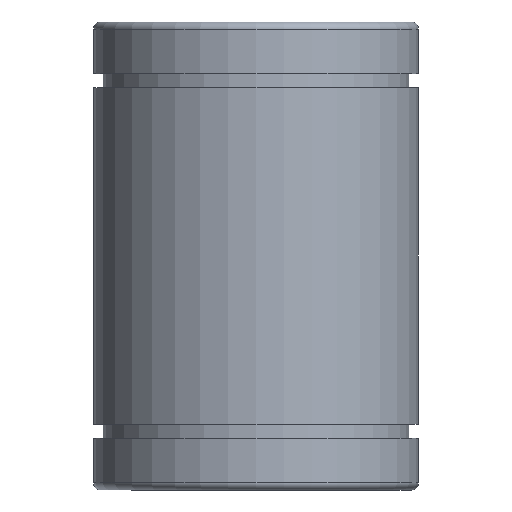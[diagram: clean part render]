
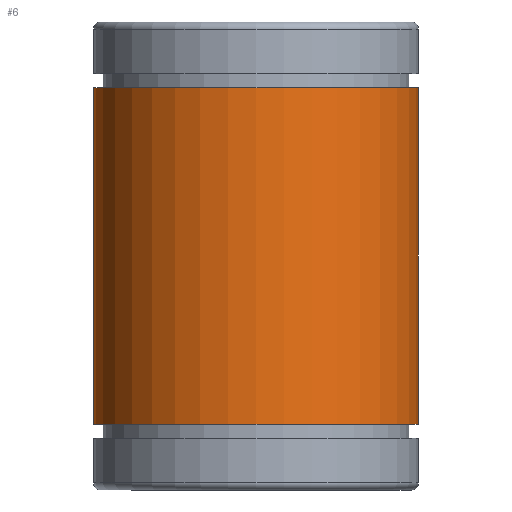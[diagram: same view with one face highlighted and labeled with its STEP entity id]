
A CAD part, left-side view. The second image highlights one B-rep face of the part: STEP entity #6.
In plain terms, the highlighted cylindrical face has radius 19.844 mm (diameter 39.688 mm), a partial arc.
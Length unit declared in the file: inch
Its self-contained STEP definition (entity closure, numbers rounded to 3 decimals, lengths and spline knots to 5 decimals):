
#6 = ADVANCED_FACE ( 'NONE', ( #749 ), #171, .T. ) ;
#42 = DIRECTION ( 'NONE',  ( 0., -1., 0. ) ) ;
#106 = DIRECTION ( 'NONE',  ( 0., 0., 1. ) ) ;
#121 = CARTESIAN_POINT ( 'NONE',  ( 0., 0.78125, 0.80945 ) ) ;
#125 = VECTOR ( 'NONE', #580, 39.37008 ) ;
#129 = LINE ( 'NONE', #328, #125 ) ;
#141 = DIRECTION ( 'NONE',  ( 0., 0., 1. ) ) ;
#155 = VERTEX_POINT ( 'NONE', #765 ) ;
#171 = CYLINDRICAL_SURFACE ( 'NONE', #684, 0.78125 ) ;
#177 = ORIENTED_EDGE ( 'NONE', *, *, #717, .T. ) ;
#181 = CIRCLE ( 'NONE', #270, 0.78125 ) ;
#182 = VERTEX_POINT ( 'NONE', #589 ) ;
#203 = CARTESIAN_POINT ( 'NONE',  ( 0., -0.78125, 1.09105 ) ) ;
#242 = AXIS2_PLACEMENT_3D ( 'NONE', #319, #306, #817 ) ;
#270 = AXIS2_PLACEMENT_3D ( 'NONE', #574, #472, #718 ) ;
#271 = LINE ( 'NONE', #203, #681 ) ;
#306 = DIRECTION ( 'NONE',  ( 0., 0., 1. ) ) ;
#311 = CARTESIAN_POINT ( 'NONE',  ( 0., 0.78125, -0.80945 ) ) ;
#315 = EDGE_CURVE ( 'NONE', #558, #155, #181, .T. ) ;
#319 = CARTESIAN_POINT ( 'NONE',  ( 0., 0., 0.80945 ) ) ;
#328 = CARTESIAN_POINT ( 'NONE',  ( 0., 0.78125, 1.09105 ) ) ;
#342 = EDGE_CURVE ( 'NONE', #558, #705, #129, .T. ) ;
#365 = ORIENTED_EDGE ( 'NONE', *, *, #342, .F. ) ;
#432 = CARTESIAN_POINT ( 'NONE',  ( 0., 0., 1.09105 ) ) ;
#472 = DIRECTION ( 'NONE',  ( 0., 0., 1. ) ) ;
#503 = ORIENTED_EDGE ( 'NONE', *, *, #315, .T. ) ;
#512 = EDGE_LOOP ( 'NONE', ( #365, #503, #177, #725 ) ) ;
#558 = VERTEX_POINT ( 'NONE', #311 ) ;
#574 = CARTESIAN_POINT ( 'NONE',  ( 0., 0., -0.80945 ) ) ;
#580 = DIRECTION ( 'NONE',  ( 0., 0., 1. ) ) ;
#589 = CARTESIAN_POINT ( 'NONE',  ( 0., -0.78125, 0.80945 ) ) ;
#594 = EDGE_CURVE ( 'NONE', #705, #182, #598, .T. ) ;
#598 = CIRCLE ( 'NONE', #242, 0.78125 ) ;
#681 = VECTOR ( 'NONE', #141, 39.37008 ) ;
#684 = AXIS2_PLACEMENT_3D ( 'NONE', #432, #106, #42 ) ;
#705 = VERTEX_POINT ( 'NONE', #121 ) ;
#717 = EDGE_CURVE ( 'NONE', #155, #182, #271, .T. ) ;
#718 = DIRECTION ( 'NONE',  ( 0., -1., 0. ) ) ;
#725 = ORIENTED_EDGE ( 'NONE', *, *, #594, .F. ) ;
#749 = FACE_OUTER_BOUND ( 'NONE', #512, .T. ) ;
#765 = CARTESIAN_POINT ( 'NONE',  ( 0., -0.78125, -0.80945 ) ) ;
#817 = DIRECTION ( 'NONE',  ( 0., -1., 0. ) ) ;
